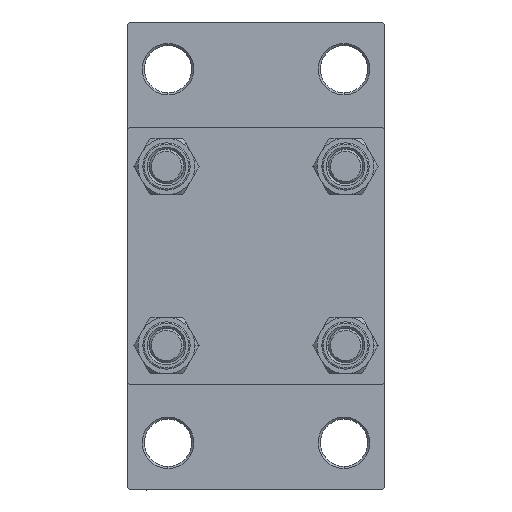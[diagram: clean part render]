
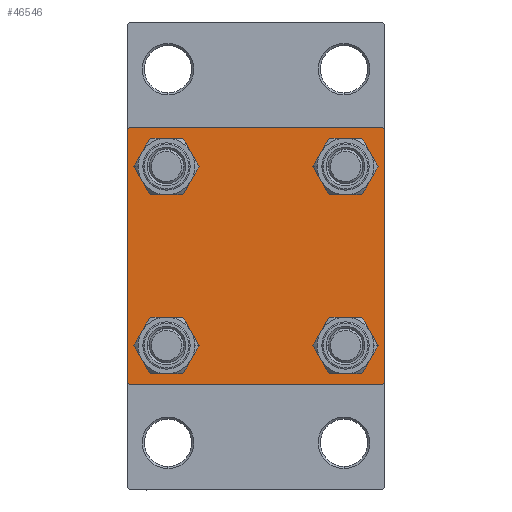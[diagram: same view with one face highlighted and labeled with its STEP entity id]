
A CAD part, left-side view. The second image highlights one B-rep face of the part: STEP entity #46546.
In plain terms, the highlighted planar face has unit normal (-1, 0, 0).
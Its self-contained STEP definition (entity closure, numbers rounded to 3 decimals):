
#678 = AXIS2_PLACEMENT_3D ( 'NONE', #790, #30128, #37582 ) ;
#734 = DIRECTION ( 'NONE',  ( 0., -0.707, -0.707 ) ) ;
#749 = ORIENTED_EDGE ( 'NONE', *, *, #42097, .T. ) ;
#790 = CARTESIAN_POINT ( 'NONE',  ( 0., 20.85, -20.85 ) ) ;
#1502 = DIRECTION ( 'NONE',  ( 0., 0., 1. ) ) ;
#1670 = CIRCLE ( 'NONE', #43133, 4.5 ) ;
#2406 = ORIENTED_EDGE ( 'NONE', *, *, #15285, .T. ) ;
#2579 = DIRECTION ( 'NONE',  ( 1., 0., 0. ) ) ;
#2633 = ORIENTED_EDGE ( 'NONE', *, *, #17772, .T. ) ;
#3245 = AXIS2_PLACEMENT_3D ( 'NONE', #33374, #36499, #30253 ) ;
#3324 = CARTESIAN_POINT ( 'NONE',  ( 0., -20.85, 25.35 ) ) ;
#3514 = VECTOR ( 'NONE', #45030, 1000. ) ;
#3642 = DIRECTION ( 'NONE',  ( -1., 0., 0. ) ) ;
#3880 = FACE_BOUND ( 'NONE', #33574, .T. ) ;
#4121 = CARTESIAN_POINT ( 'NONE',  ( 0., 0., 0. ) ) ;
#4264 = EDGE_LOOP ( 'NONE', ( #10916, #16723 ) ) ;
#4398 = LINE ( 'NONE', #23133, #3514 ) ;
#5285 = AXIS2_PLACEMENT_3D ( 'NONE', #31073, #22903, #1502 ) ;
#6606 = ORIENTED_EDGE ( 'NONE', *, *, #22135, .F. ) ;
#7155 = LINE ( 'NONE', #40581, #30066 ) ;
#7735 = PLANE ( 'NONE',  #20836 ) ;
#8174 = CARTESIAN_POINT ( 'NONE',  ( 0., 20.85, 25.35 ) ) ;
#8512 = VERTEX_POINT ( 'NONE', #45824 ) ;
#9267 = CARTESIAN_POINT ( 'NONE',  ( 0., 30., 29.5 ) ) ;
#9329 = DIRECTION ( 'NONE',  ( 0., 0., 1. ) ) ;
#9400 = ORIENTED_EDGE ( 'NONE', *, *, #43948, .T. ) ;
#9446 = DIRECTION ( 'NONE',  ( 0., 0., -1. ) ) ;
#10139 = ORIENTED_EDGE ( 'NONE', *, *, #12800, .T. ) ;
#10347 = DIRECTION ( 'NONE',  ( 0., 0., 1. ) ) ;
#10526 = CARTESIAN_POINT ( 'NONE',  ( 0., -20.85, 20.85 ) ) ;
#10852 = FACE_BOUND ( 'NONE', #25002, .T. ) ;
#10916 = ORIENTED_EDGE ( 'NONE', *, *, #25576, .T. ) ;
#11000 = CIRCLE ( 'NONE', #14092, 4.5 ) ;
#12432 = CIRCLE ( 'NONE', #23148, 4.5 ) ;
#12705 = CARTESIAN_POINT ( 'NONE',  ( 0., 20.85, -20.85 ) ) ;
#12752 = CARTESIAN_POINT ( 'NONE',  ( 0., -20.85, -25.35 ) ) ;
#12800 = EDGE_CURVE ( 'NONE', #23747, #31028, #4398, .T. ) ;
#12903 = CARTESIAN_POINT ( 'NONE',  ( 0., 29.5, -30. ) ) ;
#13259 = DIRECTION ( 'NONE',  ( 0., -1., 0. ) ) ;
#14092 = AXIS2_PLACEMENT_3D ( 'NONE', #21659, #18067, #32732 ) ;
#14381 = ORIENTED_EDGE ( 'NONE', *, *, #25629, .T. ) ;
#14463 = DIRECTION ( 'NONE',  ( 0., 0., 1. ) ) ;
#14473 = CARTESIAN_POINT ( 'NONE',  ( 0., -20.85, -16.35 ) ) ;
#14539 = CIRCLE ( 'NONE', #36023, 4.5 ) ;
#15193 = VERTEX_POINT ( 'NONE', #22730 ) ;
#15276 = CIRCLE ( 'NONE', #5285, 4.5 ) ;
#15285 = EDGE_CURVE ( 'NONE', #8512, #34922, #38348, .T. ) ;
#16394 = LINE ( 'NONE', #27926, #26250 ) ;
#16723 = ORIENTED_EDGE ( 'NONE', *, *, #27647, .T. ) ;
#17596 = CARTESIAN_POINT ( 'NONE',  ( 0., -30., 30. ) ) ;
#17772 = EDGE_CURVE ( 'NONE', #45163, #45820, #39444, .T. ) ;
#18067 = DIRECTION ( 'NONE',  ( 1., 0., 0. ) ) ;
#18091 = CARTESIAN_POINT ( 'NONE',  ( 0., 20.85, 16.35 ) ) ;
#19003 = CARTESIAN_POINT ( 'NONE',  ( 0., 29.75, -29.75 ) ) ;
#19253 = ORIENTED_EDGE ( 'NONE', *, *, #32247, .T. ) ;
#20836 = AXIS2_PLACEMENT_3D ( 'NONE', #4121, #3642, #14463 ) ;
#21388 = DIRECTION ( 'NONE',  ( 0., 0., -1. ) ) ;
#21624 = DIRECTION ( 'NONE',  ( 0., 0., 1. ) ) ;
#21650 = CARTESIAN_POINT ( 'NONE',  ( 0., 30., -29.5 ) ) ;
#21659 = CARTESIAN_POINT ( 'NONE',  ( 0., -20.85, -20.85 ) ) ;
#22135 = EDGE_CURVE ( 'NONE', #8512, #29914, #27719, .T. ) ;
#22257 = CIRCLE ( 'NONE', #46050, 4.5 ) ;
#22288 = DIRECTION ( 'NONE',  ( 0., -0.707, 0.707 ) ) ;
#22688 = ORIENTED_EDGE ( 'NONE', *, *, #28301, .T. ) ;
#22730 = CARTESIAN_POINT ( 'NONE',  ( 0., 20.85, -16.35 ) ) ;
#22903 = DIRECTION ( 'NONE',  ( 1., 0., 0. ) ) ;
#23133 = CARTESIAN_POINT ( 'NONE',  ( 0., 30., -30. ) ) ;
#23148 = AXIS2_PLACEMENT_3D ( 'NONE', #24995, #28616, #10347 ) ;
#23217 = VECTOR ( 'NONE', #734, 1000. ) ;
#23747 = VERTEX_POINT ( 'NONE', #12903 ) ;
#24009 = ORIENTED_EDGE ( 'NONE', *, *, #32900, .F. ) ;
#24695 = DIRECTION ( 'NONE',  ( 0., 0., 1. ) ) ;
#24995 = CARTESIAN_POINT ( 'NONE',  ( 0., -20.85, -20.85 ) ) ;
#25002 = EDGE_LOOP ( 'NONE', ( #22688, #9400 ) ) ;
#25576 = EDGE_CURVE ( 'NONE', #46657, #38903, #15276, .T. ) ;
#25629 = EDGE_CURVE ( 'NONE', #15193, #26500, #38298, .T. ) ;
#25717 = DIRECTION ( 'NONE',  ( 1., 0., 0. ) ) ;
#26250 = VECTOR ( 'NONE', #13259, 1000. ) ;
#26388 = CARTESIAN_POINT ( 'NONE',  ( 0., 29.5, 30. ) ) ;
#26500 = VERTEX_POINT ( 'NONE', #38061 ) ;
#27647 = EDGE_CURVE ( 'NONE', #38903, #46657, #14539, .T. ) ;
#27719 = LINE ( 'NONE', #17596, #39057 ) ;
#27926 = CARTESIAN_POINT ( 'NONE',  ( 0., 30., 30. ) ) ;
#27962 = VERTEX_POINT ( 'NONE', #18091 ) ;
#28301 = EDGE_CURVE ( 'NONE', #42200, #27962, #22257, .T. ) ;
#28305 = EDGE_LOOP ( 'NONE', ( #2633, #43327, #10139, #19253, #6606, #2406, #24009, #42441 ) ) ;
#28616 = DIRECTION ( 'NONE',  ( 1., 0., 0. ) ) ;
#29382 = ORIENTED_EDGE ( 'NONE', *, *, #39540, .T. ) ;
#29497 = EDGE_LOOP ( 'NONE', ( #14381, #37699 ) ) ;
#29914 = VERTEX_POINT ( 'NONE', #36590 ) ;
#30066 = VECTOR ( 'NONE', #22288, 1000. ) ;
#30128 = DIRECTION ( 'NONE',  ( 1., 0., 0. ) ) ;
#30253 = DIRECTION ( 'NONE',  ( 0., 0., 1. ) ) ;
#30841 = VERTEX_POINT ( 'NONE', #14473 ) ;
#31028 = VERTEX_POINT ( 'NONE', #38729 ) ;
#31073 = CARTESIAN_POINT ( 'NONE',  ( 0., -20.85, 20.85 ) ) ;
#31557 = EDGE_CURVE ( 'NONE', #32317, #45163, #39323, .T. ) ;
#32133 = CARTESIAN_POINT ( 'NONE',  ( 0., -20.85, 16.35 ) ) ;
#32247 = EDGE_CURVE ( 'NONE', #31028, #29914, #7155, .T. ) ;
#32317 = VERTEX_POINT ( 'NONE', #26388 ) ;
#32732 = DIRECTION ( 'NONE',  ( 0., 0., 1. ) ) ;
#32900 = EDGE_CURVE ( 'NONE', #32317, #34922, #16394, .T. ) ;
#33374 = CARTESIAN_POINT ( 'NONE',  ( 0., 20.85, 20.85 ) ) ;
#33574 = EDGE_LOOP ( 'NONE', ( #749, #29382 ) ) ;
#33859 = VECTOR ( 'NONE', #40027, 1000. ) ;
#34922 = VERTEX_POINT ( 'NONE', #39698 ) ;
#35072 = VECTOR ( 'NONE', #21388, 1000. ) ;
#35228 = VERTEX_POINT ( 'NONE', #12752 ) ;
#35500 = CIRCLE ( 'NONE', #3245, 4.5 ) ;
#35590 = CARTESIAN_POINT ( 'NONE',  ( 0., 30., 30. ) ) ;
#36023 = AXIS2_PLACEMENT_3D ( 'NONE', #10526, #36233, #24695 ) ;
#36233 = DIRECTION ( 'NONE',  ( 1., 0., 0. ) ) ;
#36499 = DIRECTION ( 'NONE',  ( 1., 0., 0. ) ) ;
#36590 = CARTESIAN_POINT ( 'NONE',  ( 0., -30., -29.5 ) ) ;
#37285 = LINE ( 'NONE', #19003, #23217 ) ;
#37582 = DIRECTION ( 'NONE',  ( 0., 0., 1. ) ) ;
#37699 = ORIENTED_EDGE ( 'NONE', *, *, #46207, .T. ) ;
#38061 = CARTESIAN_POINT ( 'NONE',  ( 0., 20.85, -25.35 ) ) ;
#38072 = VECTOR ( 'NONE', #38816, 1000. ) ;
#38298 = CIRCLE ( 'NONE', #678, 4.5 ) ;
#38348 = LINE ( 'NONE', #46503, #38072 ) ;
#38729 = CARTESIAN_POINT ( 'NONE',  ( 0., -29.5, -30. ) ) ;
#38816 = DIRECTION ( 'NONE',  ( 0., 0.707, 0.707 ) ) ;
#38903 = VERTEX_POINT ( 'NONE', #32133 ) ;
#39057 = VECTOR ( 'NONE', #9446, 1000. ) ;
#39323 = LINE ( 'NONE', #46765, #33859 ) ;
#39444 = LINE ( 'NONE', #35590, #35072 ) ;
#39540 = EDGE_CURVE ( 'NONE', #35228, #30841, #11000, .T. ) ;
#39698 = CARTESIAN_POINT ( 'NONE',  ( 0., -29.5, 30. ) ) ;
#40027 = DIRECTION ( 'NONE',  ( 0., 0.707, -0.707 ) ) ;
#40581 = CARTESIAN_POINT ( 'NONE',  ( 0., -29.75, -29.75 ) ) ;
#40909 = FACE_BOUND ( 'NONE', #4264, .T. ) ;
#42097 = EDGE_CURVE ( 'NONE', #30841, #35228, #12432, .T. ) ;
#42200 = VERTEX_POINT ( 'NONE', #8174 ) ;
#42441 = ORIENTED_EDGE ( 'NONE', *, *, #31557, .T. ) ;
#43133 = AXIS2_PLACEMENT_3D ( 'NONE', #12705, #2579, #9329 ) ;
#43327 = ORIENTED_EDGE ( 'NONE', *, *, #44799, .T. ) ;
#43948 = EDGE_CURVE ( 'NONE', #27962, #42200, #35500, .T. ) ;
#44010 = CARTESIAN_POINT ( 'NONE',  ( 0., 20.85, 20.85 ) ) ;
#44282 = FACE_BOUND ( 'NONE', #29497, .T. ) ;
#44799 = EDGE_CURVE ( 'NONE', #45820, #23747, #37285, .T. ) ;
#45030 = DIRECTION ( 'NONE',  ( 0., -1., 0. ) ) ;
#45163 = VERTEX_POINT ( 'NONE', #9267 ) ;
#45820 = VERTEX_POINT ( 'NONE', #21650 ) ;
#45824 = CARTESIAN_POINT ( 'NONE',  ( 0., -30., 29.5 ) ) ;
#46050 = AXIS2_PLACEMENT_3D ( 'NONE', #44010, #25717, #21624 ) ;
#46207 = EDGE_CURVE ( 'NONE', #26500, #15193, #1670, .T. ) ;
#46503 = CARTESIAN_POINT ( 'NONE',  ( 0., -29.75, 29.75 ) ) ;
#46546 = ADVANCED_FACE ( 'NONE', ( #40909, #3880, #44282, #10852, #47393 ), #7735, .T. ) ;
#46657 = VERTEX_POINT ( 'NONE', #3324 ) ;
#46765 = CARTESIAN_POINT ( 'NONE',  ( 0., 29.75, 29.75 ) ) ;
#47393 = FACE_OUTER_BOUND ( 'NONE', #28305, .T. ) ;
